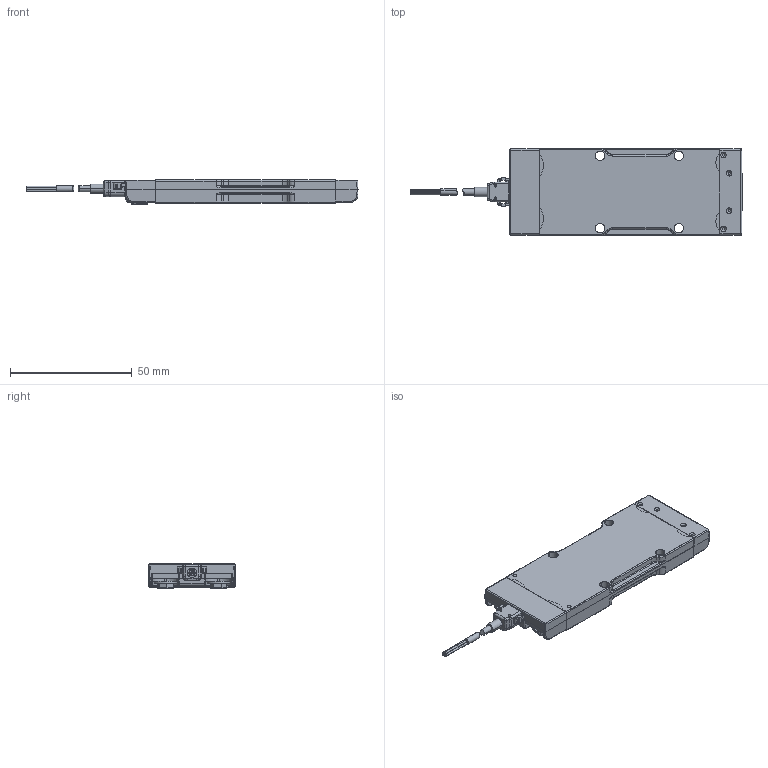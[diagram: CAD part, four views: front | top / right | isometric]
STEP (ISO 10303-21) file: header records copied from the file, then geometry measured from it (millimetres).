
FILE_DESCRIPTION (( 'STEP AP214' ), '1' );
FILE_NAME ('3814_VIA_chassis_w_comm.STEP', '2021-01-04T15:42:03', ( '' ), ( '' ), 'SwSTEP 2.0', 'SolidWorks 2017', '' );
FILE_SCHEMA (( 'AUTOMOTIVE_DESIGN' ));
Length unit declared in the file: millimetre
Products named in the file (1): 3814_VIA_chassis_w_comm
Bounding box: 136.54 x 35.54 x 9.9 mm (x, y, z)
Surface area: 26189.8 mm2
Topology: 29 solids, 40 shells, 1864 faces, 4781 edges, 2990 vertices
Faces by surface type: cylinder 702, plane 620, bspline 296, cone 232, torus 14
Entity records: 106628 total; most frequent: CARTESIAN_POINT 43288, ORIENTED_EDGE 9494, DIRECTION 8041, EDGE_CURVE 4747, VERTEX_POINT 2990, AXIS2_PLACEMENT_3D 2907, VECTOR 2227, LINE 2227
